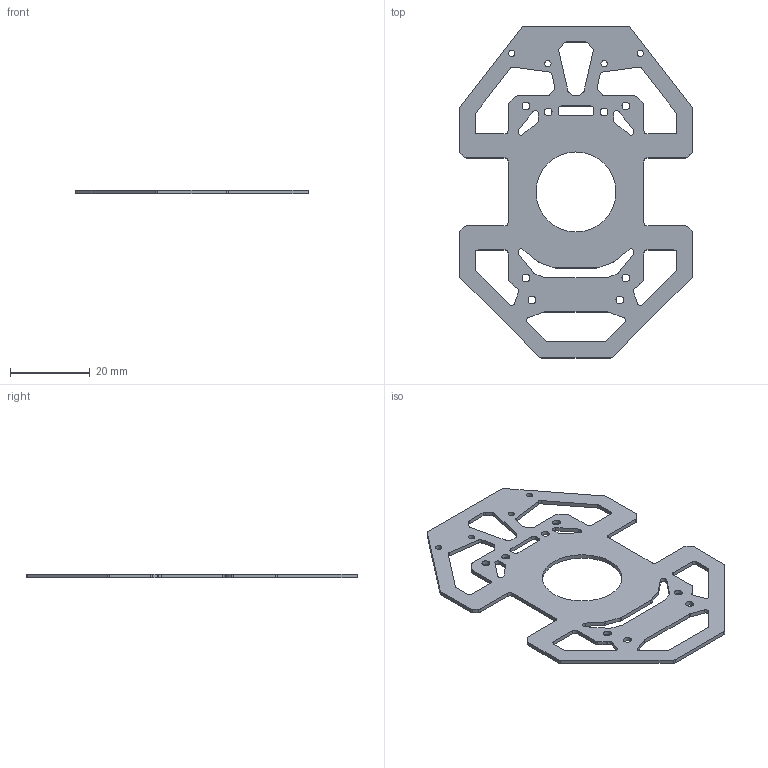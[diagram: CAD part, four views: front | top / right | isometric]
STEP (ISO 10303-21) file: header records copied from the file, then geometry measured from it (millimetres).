
FILE_DESCRIPTION(/* description */ (''),/* implementation_level */ '2;1');
FILE_NAME(/* name */ 'chassis.stp',/* time_stamp */ '2025-02-09T08:59:41+09:00',/* author */ ('IshiiLabHonda'),/* organization */ (''),/* preprocessor_version */ 'ST-DEVELOPER v19.2',/* originating_system */ 'Autodesk Inventor 2023',/* authorisation */ '');
FILE_SCHEMA (('AUTOMOTIVE_DESIGN { 1 0 10303 214 3 1 1 }'));
Length unit declared in the file: millimetre
Products named in the file (1): chassis
Bounding box: 58.5 x 83 x 1 mm (x, y, z)
Volume: 2484 mm3; surface area: 5804.5 mm2
Topology: 1 solids, 1 shells, 193 faces, 680 edges, 617 vertices
Faces by surface type: cylinder 103, plane 90
Full cylindrical faces by diameter (mm): 1.6 x4, 2 x8, 20 x1
Entity records: 7188 total; most frequent: CARTESIAN_POINT 1385, DIRECTION 1201, ORIENTED_EDGE 1146, EDGE_CURVE 573, AXIS2_PLACEMENT_3D 417, VERTEX_POINT 382, LINE 367, VECTOR 367
